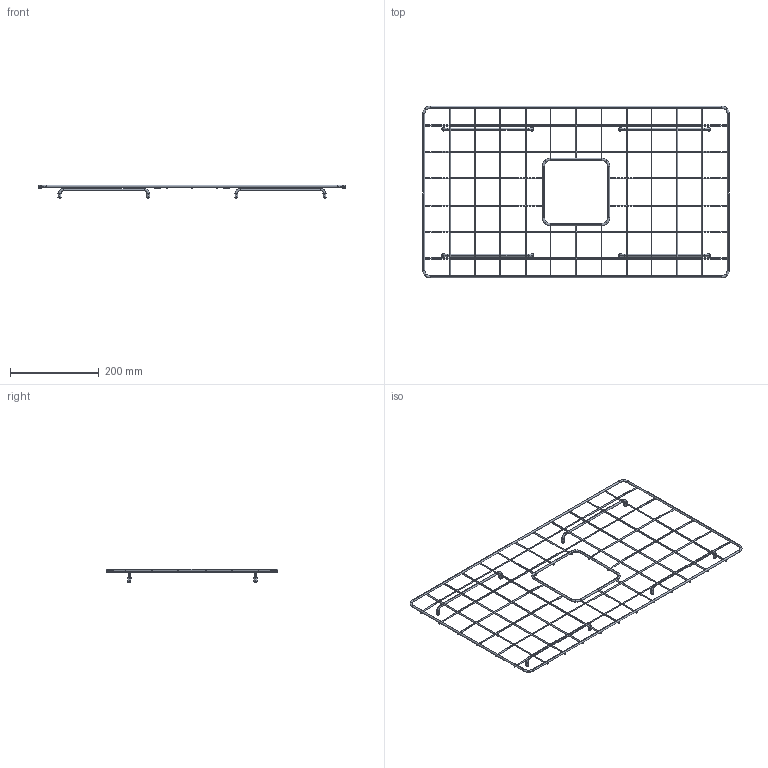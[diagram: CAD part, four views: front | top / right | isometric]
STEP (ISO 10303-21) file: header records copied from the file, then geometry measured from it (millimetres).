
FILE_DESCRIPTION((''),'2;1');
FILE_NAME('2300-2015_ASM','2021-10-13T',('timv'),(''),'CREO PARAMETRIC BY PTC INC, 2015080','CREO PARAMETRIC BY PTC INC, 2015080','');
FILE_SCHEMA(('CONFIG_CONTROL_DESIGN'));
Length unit declared in the file: millimetre
Products named in the file (16): CAN07EC021ES1R4_15; CAN07EC021ES1R4_2; CAN07EC021ES1R4_3; CAN07EC021ES1R4_7; CAN07EC021ES1R4_8; CAN07EC021ES1R4_10; CAN07EC021ES1R4_11; CAN07EC021ES1R4_13; CAN07EC021ES1R4_14; CAN07EC021ES1R4_16; CAN07EC021ES1R4_25; CAN07EC021ES1R4_28; CAN07EC021ES1R4_ASM; GL-200; GLF-100; 2300-2015_ASM
Assembly tree (37 placements, depth 3):
  2300-2015_ASM
    CAN07EC021ES1R4_ASM
      CAN07EC021ES1R4_15
      CAN07EC021ES1R4_2
      CAN07EC021ES1R4_3
      CAN07EC021ES1R4_7
      CAN07EC021ES1R4_8
      CAN07EC021ES1R4_10
      CAN07EC021ES1R4_11
      CAN07EC021ES1R4_13
      CAN07EC021ES1R4_14
      CAN07EC021ES1R4_16
      CAN07EC021ES1R4_25  x6
      CAN07EC021ES1R4_28  x8
    GL-200  x4
    GLF-100  x8
Bounding box: 693.19 x 388.2 x 31.2 mm (x, y, z)
Volume: 123547.7 mm3; surface area: 131748 mm2
Topology: 36 solids, 36 shells, 360 faces, 700 edges, 400 vertices
Faces by surface type: cylinder 116, torus 112, plane 68, cone 48, sphere 16
Entity records: 6096 total; most frequent: DIRECTION 1326, CARTESIAN_POINT 942, ORIENTED_EDGE 840, AXIS2_PLACEMENT_3D 623, EDGE_CURVE 420, CIRCLE 340, VERTEX_POINT 239, EDGE_LOOP 207
